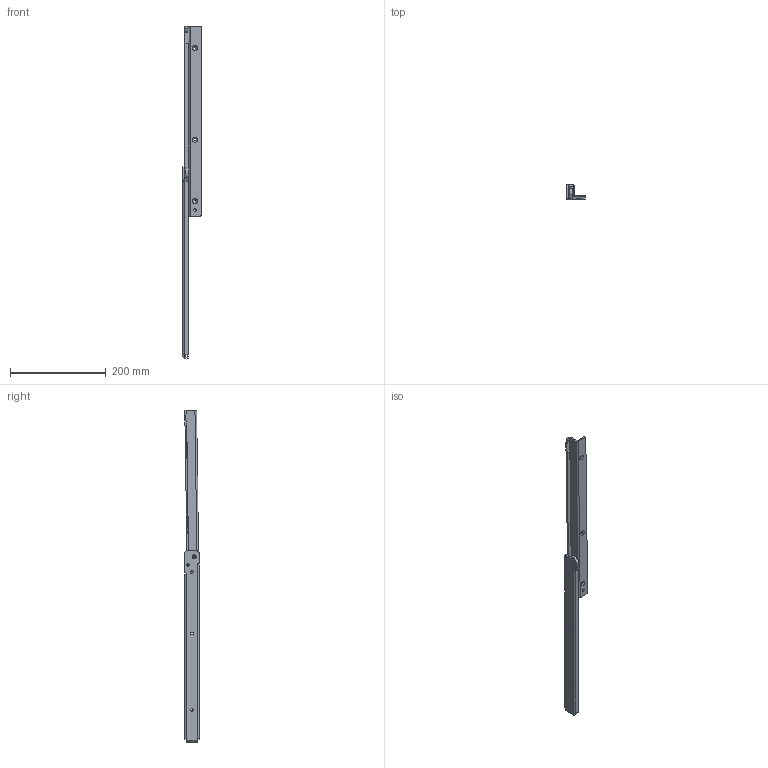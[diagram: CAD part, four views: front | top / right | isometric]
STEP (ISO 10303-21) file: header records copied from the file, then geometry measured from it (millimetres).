
FILE_DESCRIPTION (( 'STEP AP214' ), '1' );
FILE_NAME ('206.400-GA.SB00_open.STEP', '2023-02-20T10:33:35', ( '' ), ( '' ), 'SwSTEP 2.0', 'SolidWorks 2020', '' );
FILE_SCHEMA (( 'AUTOMOTIVE_DESIGN' ));
Length unit declared in the file: millimetre
Products named in the file (9): 206.XXX-03.S223_400mm; 206.XXX-03.0000_NL 400 Var. 3; bkr160_eingenietet; 206.XXX-01.A014_400mm; KR-124; 206.XXX-01.0000_NL 400 Var. 3; 206.400-GA.SB00_open; IV-Scheibe 12-4,5-1,0_ › 10 - ›3,5 - 1,0; KR-160_eingenietet
Assembly tree (9 placements, depth 4):
  206.400-GA.SB00_open
    206.XXX-01.0000_NL 400 Var. 3
      206.XXX-01.A014_400mm
      KR-160_eingenietet
        bkr160_eingenietet
        KR-124
        IV-Scheibe 12-4,5-1,0_ › 10 - ›3,5 - 1,0
    206.XXX-03.0000_NL 400 Var. 3
      206.XXX-03.S223_400mm
      KR-160_eingenietet
        bkr160_eingenietet
        KR-124
        IV-Scheibe 12-4,5-1,0_ › 10 - ›3,5 - 1,0
Bounding box: 38.5 x 32.6 x 694.29 mm (x, y, z)
Volume: 123428 mm3; surface area: 88679.8 mm2
Topology: 8 solids, 8 shells, 901 faces, 2184 edges, 1269 vertices
Faces by surface type: cylinder 310, bspline 205, plane 180, torus 168, cone 34, sphere 4
Entity records: 18656 total; most frequent: CARTESIAN_POINT 6371, ORIENTED_EDGE 2584, DIRECTION 2486, EDGE_CURVE 1292, AXIS2_PLACEMENT_3D 1020, VERTEX_POINT 772, CIRCLE 575, EDGE_LOOP 568
